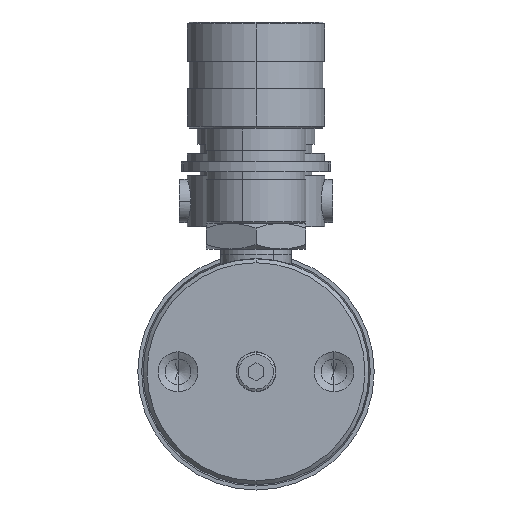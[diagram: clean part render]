
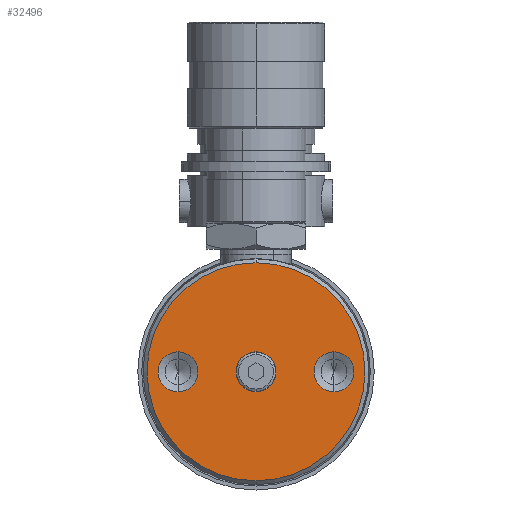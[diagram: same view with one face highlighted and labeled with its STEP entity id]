
A CAD part, front view. The second image highlights one B-rep face of the part: STEP entity #32496.
In plain terms, the highlighted planar face has unit normal (0, -1, 0).
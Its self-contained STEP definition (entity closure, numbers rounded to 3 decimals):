
#99 = CARTESIAN_POINT ( 'NONE',  ( 0., 0., -27.75 ) ) ;
#373 = EDGE_LOOP ( 'NONE', ( #11569, #28453 ) ) ;
#600 = AXIS2_PLACEMENT_3D ( 'NONE', #3685, #30967, #7520 ) ;
#911 = ORIENTED_EDGE ( 'NONE', *, *, #17484, .F. ) ;
#1058 = FACE_BOUND ( 'NONE', #14145, .T. ) ;
#2027 = CIRCLE ( 'NONE', #12387, 27.75 ) ;
#2279 = FACE_BOUND ( 'NONE', #25934, .T. ) ;
#2344 = CIRCLE ( 'NONE', #3245, 27.75 ) ;
#2561 = CARTESIAN_POINT ( 'NONE',  ( 0., 0., 5.075 ) ) ;
#3245 = AXIS2_PLACEMENT_3D ( 'NONE', #38861, #15344, #42751 ) ;
#3685 = CARTESIAN_POINT ( 'NONE',  ( -19.85, 0., 0. ) ) ;
#4452 = AXIS2_PLACEMENT_3D ( 'NONE', #17472, #44858, #21587 ) ;
#5098 = AXIS2_PLACEMENT_3D ( 'NONE', #7899, #35303, #11757 ) ;
#5444 = ORIENTED_EDGE ( 'NONE', *, *, #47128, .F. ) ;
#6105 = DIRECTION ( 'NONE',  ( 0., 1., 0. ) ) ;
#6167 = CARTESIAN_POINT ( 'NONE',  ( 19.85, 0., 5.08 ) ) ;
#7005 = VERTEX_POINT ( 'NONE', #42753 ) ;
#7396 = CIRCLE ( 'NONE', #4452, 5.08 ) ;
#7520 = DIRECTION ( 'NONE',  ( 0., 0., -1. ) ) ;
#7899 = CARTESIAN_POINT ( 'NONE',  ( 0., 0., 0. ) ) ;
#8153 = CARTESIAN_POINT ( 'NONE',  ( 19.85, 0., -5.08 ) ) ;
#8749 = EDGE_LOOP ( 'NONE', ( #45758, #911 ) ) ;
#9383 = VERTEX_POINT ( 'NONE', #99 ) ;
#9710 = PLANE ( 'NONE',  #22288 ) ;
#11179 = AXIS2_PLACEMENT_3D ( 'NONE', #16346, #43785, #20471 ) ;
#11251 = AXIS2_PLACEMENT_3D ( 'NONE', #41195, #17708, #45085 ) ;
#11569 = ORIENTED_EDGE ( 'NONE', *, *, #47185, .T. ) ;
#11757 = DIRECTION ( 'NONE',  ( 0., 0., -1. ) ) ;
#12387 = AXIS2_PLACEMENT_3D ( 'NONE', #17283, #44684, #21416 ) ;
#12557 = CIRCLE ( 'NONE', #600, 5.08 ) ;
#14145 = EDGE_LOOP ( 'NONE', ( #50439, #25684 ) ) ;
#15344 = DIRECTION ( 'NONE',  ( 0., -1., 0. ) ) ;
#15421 = VERTEX_POINT ( 'NONE', #33252 ) ;
#16346 = CARTESIAN_POINT ( 'NONE',  ( 0., 0., 0. ) ) ;
#17283 = CARTESIAN_POINT ( 'NONE',  ( 0., 0., 0. ) ) ;
#17472 = CARTESIAN_POINT ( 'NONE',  ( 19.85, 0., 0. ) ) ;
#17484 = EDGE_CURVE ( 'NONE', #49660, #17926, #7396, .T. ) ;
#17708 = DIRECTION ( 'NONE',  ( 0., -1., 0. ) ) ;
#17926 = VERTEX_POINT ( 'NONE', #8153 ) ;
#18827 = CIRCLE ( 'NONE', #5098, 5.075 ) ;
#19130 = CARTESIAN_POINT ( 'NONE',  ( 0., 0., 27.75 ) ) ;
#19173 = ORIENTED_EDGE ( 'NONE', *, *, #19782, .F. ) ;
#19782 = EDGE_CURVE ( 'NONE', #15421, #20702, #27088, .T. ) ;
#20471 = DIRECTION ( 'NONE',  ( 0., 0., -1. ) ) ;
#20702 = VERTEX_POINT ( 'NONE', #26959 ) ;
#21416 = DIRECTION ( 'NONE',  ( 0., 0., 1. ) ) ;
#21587 = DIRECTION ( 'NONE',  ( 0., 0., -1. ) ) ;
#22288 = AXIS2_PLACEMENT_3D ( 'NONE', #29499, #6105, #33411 ) ;
#23066 = DIRECTION ( 'NONE',  ( 0., -1., 0. ) ) ;
#23195 = CIRCLE ( 'NONE', #43461, 5.08 ) ;
#24507 = EDGE_CURVE ( 'NONE', #9383, #35222, #2027, .T. ) ;
#25684 = ORIENTED_EDGE ( 'NONE', *, *, #31159, .F. ) ;
#25934 = EDGE_LOOP ( 'NONE', ( #5444, #19173 ) ) ;
#26251 = VERTEX_POINT ( 'NONE', #2561 ) ;
#26959 = CARTESIAN_POINT ( 'NONE',  ( -19.85, 0., -5.08 ) ) ;
#27088 = CIRCLE ( 'NONE', #11251, 5.08 ) ;
#28453 = ORIENTED_EDGE ( 'NONE', *, *, #24507, .T. ) ;
#29499 = CARTESIAN_POINT ( 'NONE',  ( -5.075, 0., 0. ) ) ;
#30948 = FACE_OUTER_BOUND ( 'NONE', #373, .T. ) ;
#30967 = DIRECTION ( 'NONE',  ( 0., -1., 0. ) ) ;
#31159 = EDGE_CURVE ( 'NONE', #26251, #7005, #35930, .T. ) ;
#32496 = ADVANCED_FACE ( 'NONE', ( #41358, #2279, #30948, #1058 ), #9710, .F. ) ;
#33252 = CARTESIAN_POINT ( 'NONE',  ( -19.85, 0., 5.08 ) ) ;
#33411 = DIRECTION ( 'NONE',  ( 0., 0., 1. ) ) ;
#35222 = VERTEX_POINT ( 'NONE', #19130 ) ;
#35303 = DIRECTION ( 'NONE',  ( 0., -1., 0. ) ) ;
#35930 = CIRCLE ( 'NONE', #11179, 5.075 ) ;
#38861 = CARTESIAN_POINT ( 'NONE',  ( 0., 0., 0. ) ) ;
#41011 = EDGE_CURVE ( 'NONE', #7005, #26251, #18827, .T. ) ;
#41195 = CARTESIAN_POINT ( 'NONE',  ( -19.85, 0., 0. ) ) ;
#41358 = FACE_BOUND ( 'NONE', #8749, .T. ) ;
#42751 = DIRECTION ( 'NONE',  ( 0., 0., 1. ) ) ;
#42753 = CARTESIAN_POINT ( 'NONE',  ( 0., 0., -5.075 ) ) ;
#43461 = AXIS2_PLACEMENT_3D ( 'NONE', #46305, #23066, #50102 ) ;
#43785 = DIRECTION ( 'NONE',  ( 0., -1., 0. ) ) ;
#44684 = DIRECTION ( 'NONE',  ( 0., -1., 0. ) ) ;
#44858 = DIRECTION ( 'NONE',  ( 0., -1., 0. ) ) ;
#45085 = DIRECTION ( 'NONE',  ( 0., 0., -1. ) ) ;
#45758 = ORIENTED_EDGE ( 'NONE', *, *, #47058, .F. ) ;
#46305 = CARTESIAN_POINT ( 'NONE',  ( 19.85, 0., 0. ) ) ;
#47058 = EDGE_CURVE ( 'NONE', #17926, #49660, #23195, .T. ) ;
#47128 = EDGE_CURVE ( 'NONE', #20702, #15421, #12557, .T. ) ;
#47185 = EDGE_CURVE ( 'NONE', #35222, #9383, #2344, .T. ) ;
#49660 = VERTEX_POINT ( 'NONE', #6167 ) ;
#50102 = DIRECTION ( 'NONE',  ( 0., 0., -1. ) ) ;
#50439 = ORIENTED_EDGE ( 'NONE', *, *, #41011, .F. ) ;
